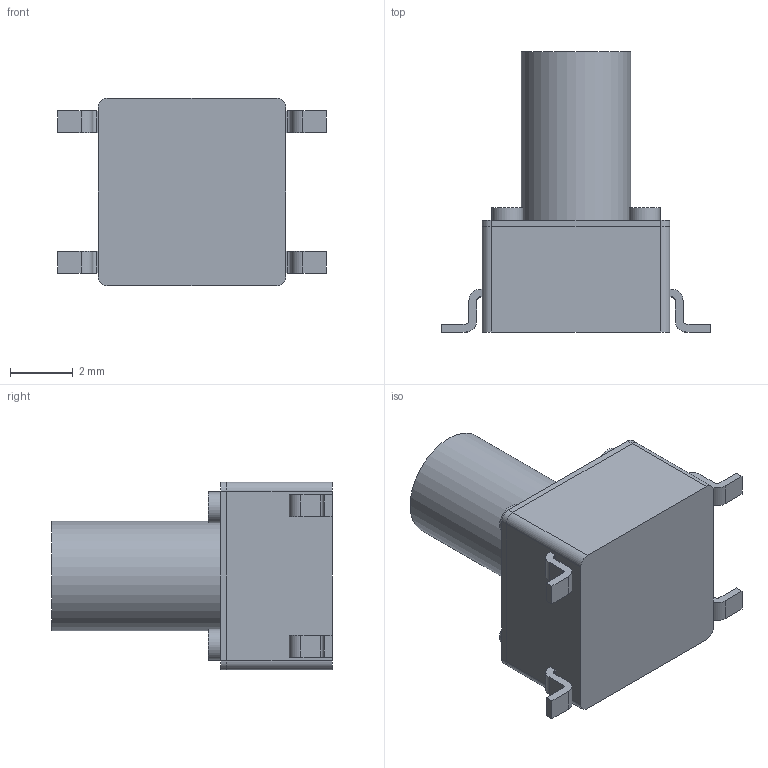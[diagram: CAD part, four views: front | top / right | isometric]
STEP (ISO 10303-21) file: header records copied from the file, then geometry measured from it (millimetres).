
FILE_DESCRIPTION(/* description */ (''),/* implementation_level */ '2;1');
FILE_NAME(/* name */ 'SPST 6mm Tactile Switch.step',/* time_stamp */ '2022-08-08T10:52:26+02:00',/* author */ (''),/* organization */ (''),/* preprocessor_version */ 'ST-DEVELOPER v19',/* originating_system */ 'Autodesk Translation Framework v11.7.0.108',/* authorisation */ '');
FILE_SCHEMA (('AUTOMOTIVE_DESIGN { 1 0 10303 214 3 1 1 }'));
Length unit declared in the file: millimetre
Products named in the file (1): SPST 6mm Tactile Switch
Bounding box: 8.6 x 8.97 x 6 mm (x, y, z)
Volume: 183 mm3; surface area: 236.9 mm2
Topology: 1 solids, 1 shells, 80 faces, 199 edges, 130 vertices
Faces by surface type: plane 51, cylinder 29
Full cylindrical faces by diameter (mm): 1 x4, 3.5 x1
Entity records: 2528 total; most frequent: DIRECTION 415, CARTESIAN_POINT 410, ORIENTED_EDGE 398, EDGE_CURVE 199, LINE 145, VECTOR 145, AXIS2_PLACEMENT_3D 135, VERTEX_POINT 130
